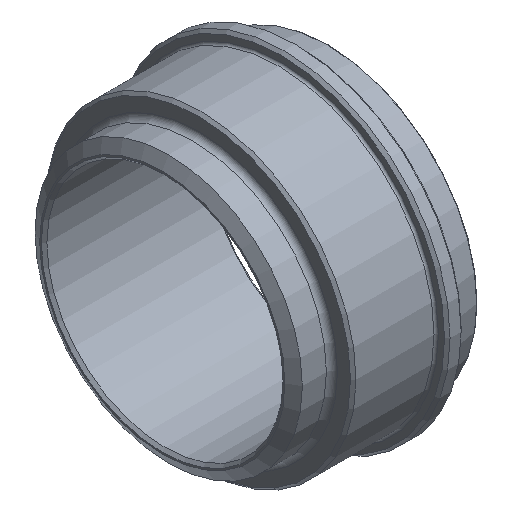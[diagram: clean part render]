
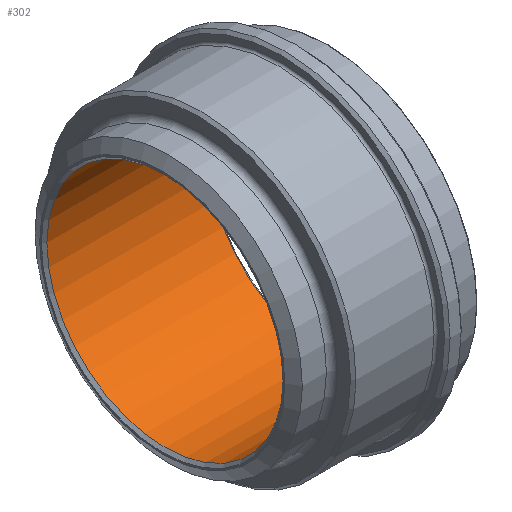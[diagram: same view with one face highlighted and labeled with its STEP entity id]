
A CAD part, isometric view. The second image highlights one B-rep face of the part: STEP entity #302.
In plain terms, the highlighted cylindrical face has radius 21.35 mm (diameter 42.7 mm), a full revolution.
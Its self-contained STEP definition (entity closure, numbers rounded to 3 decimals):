
#29=CYLINDRICAL_SURFACE('',#345,21.35);
#34=FACE_OUTER_BOUND('',#54,.T.);
#54=EDGE_LOOP('',(#211,#212,#213,#214,#215,#216));
#79=LINE('',#524,#90);
#90=VECTOR('',#407,21.35);
#100=CIRCLE('',#342,21.35);
#101=CIRCLE('',#343,21.35);
#103=CIRCLE('',#346,21.35);
#104=CIRCLE('',#347,21.35);
#133=VERTEX_POINT('',#515);
#134=VERTEX_POINT('',#516);
#136=VERTEX_POINT('',#523);
#137=VERTEX_POINT('',#525);
#162=EDGE_CURVE('',#133,#134,#100,.T.);
#163=EDGE_CURVE('',#134,#133,#101,.T.);
#166=EDGE_CURVE('',#134,#136,#79,.T.);
#167=EDGE_CURVE('',#137,#136,#103,.T.);
#168=EDGE_CURVE('',#136,#137,#104,.T.);
#211=ORIENTED_EDGE('',*,*,#162,.F.);
#212=ORIENTED_EDGE('',*,*,#163,.F.);
#213=ORIENTED_EDGE('',*,*,#166,.T.);
#214=ORIENTED_EDGE('',*,*,#167,.F.);
#215=ORIENTED_EDGE('',*,*,#168,.F.);
#216=ORIENTED_EDGE('',*,*,#166,.F.);
#302=ADVANCED_FACE('',(#34),#29,.F.);
#342=AXIS2_PLACEMENT_3D('',#517,#398,#399);
#343=AXIS2_PLACEMENT_3D('',#518,#400,#401);
#345=AXIS2_PLACEMENT_3D('',#522,#405,#406);
#346=AXIS2_PLACEMENT_3D('',#526,#408,#409);
#347=AXIS2_PLACEMENT_3D('',#527,#410,#411);
#398=DIRECTION('center_axis',(-1.,0.,0.));
#399=DIRECTION('ref_axis',(0.,-1.,0.));
#400=DIRECTION('center_axis',(-1.,0.,0.));
#401=DIRECTION('ref_axis',(0.,-1.,0.));
#405=DIRECTION('center_axis',(1.,0.,0.));
#406=DIRECTION('ref_axis',(0.,1.,0.));
#407=DIRECTION('',(-1.,0.,0.));
#408=DIRECTION('center_axis',(1.,0.,0.));
#409=DIRECTION('ref_axis',(0.,-1.,0.));
#410=DIRECTION('center_axis',(1.,0.,0.));
#411=DIRECTION('ref_axis',(0.,-1.,0.));
#515=CARTESIAN_POINT('',(-0.5,21.35,0.));
#516=CARTESIAN_POINT('',(-0.5,-21.35,0.));
#517=CARTESIAN_POINT('Origin',(-0.5,0.,0.));
#518=CARTESIAN_POINT('Origin',(-0.5,0.,0.));
#522=CARTESIAN_POINT('Origin',(-15.,0.,0.));
#523=CARTESIAN_POINT('',(-29.5,-21.35,0.));
#524=CARTESIAN_POINT('',(-15.,-21.35,0.));
#525=CARTESIAN_POINT('',(-29.5,21.35,0.));
#526=CARTESIAN_POINT('Origin',(-29.5,0.,0.));
#527=CARTESIAN_POINT('Origin',(-29.5,0.,0.));
